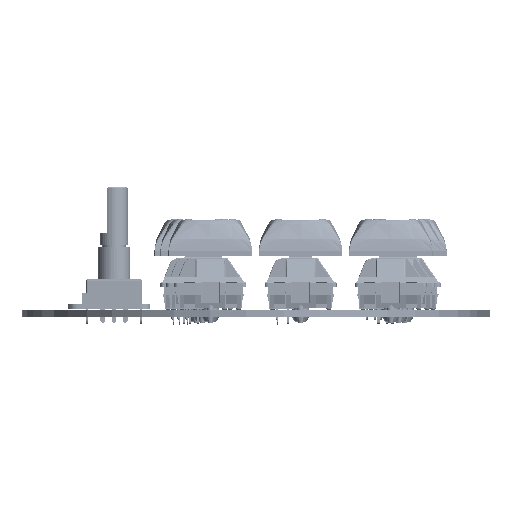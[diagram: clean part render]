
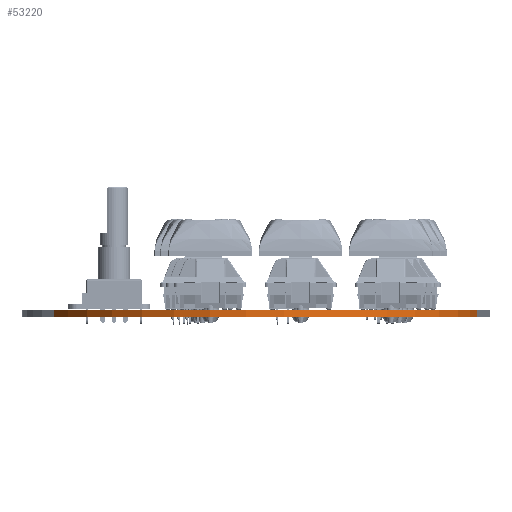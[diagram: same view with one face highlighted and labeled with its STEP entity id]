
A CAD part, left-side view. The second image highlights one B-rep face of the part: STEP entity #53220.
In plain terms, the highlighted cylindrical face has radius 47.084 mm (diameter 94.168 mm), a partial arc.
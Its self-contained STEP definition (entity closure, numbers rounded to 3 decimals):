
#50744 = EDGE_CURVE('',#50745,#50747,#50749,.T.);
#50745 = VERTEX_POINT('',#50746);
#50746 = CARTESIAN_POINT('',(97.194,-46.25,0.));
#50747 = VERTEX_POINT('',#50748);
#50748 = CARTESIAN_POINT('',(97.194,-46.25,1.6));
#50749 = LINE('',#50750,#50751);
#50750 = CARTESIAN_POINT('',(97.194,-46.25,0.));
#50751 = VECTOR('',#50752,1.);
#50752 = DIRECTION('',(0.,0.,1.));
#50810 = EDGE_CURVE('',#50811,#50745,#50813,.T.);
#50811 = VERTEX_POINT('',#50812);
#50812 = CARTESIAN_POINT('',(106.898,-138.068,0.));
#50813 = CIRCLE('',#50814,47.084);
#50814 = AXIS2_PLACEMENT_3D('',#50815,#50816,#50817);
#50815 = CARTESIAN_POINT('',(111.252,-91.186,0.));
#50816 = DIRECTION('',(0.,0.,-1.));
#50817 = DIRECTION('',(-0.092,-0.996,-0.));
#52018 = EDGE_CURVE('',#52019,#50747,#52021,.T.);
#52019 = VERTEX_POINT('',#52020);
#52020 = CARTESIAN_POINT('',(106.898,-138.068,1.6));
#52021 = CIRCLE('',#52022,47.084);
#52022 = AXIS2_PLACEMENT_3D('',#52023,#52024,#52025);
#52023 = CARTESIAN_POINT('',(111.252,-91.186,1.6));
#52024 = DIRECTION('',(0.,0.,-1.));
#52025 = DIRECTION('',(-0.092,-0.996,-0.));
#53220 = ADVANCED_FACE('',(#53221),#53232,.T.);
#53221 = FACE_BOUND('',#53222,.T.);
#53222 = EDGE_LOOP('',(#53223,#53229,#53230,#53231));
#53223 = ORIENTED_EDGE('',*,*,#53224,.T.);
#53224 = EDGE_CURVE('',#50811,#52019,#53225,.T.);
#53225 = LINE('',#53226,#53227);
#53226 = CARTESIAN_POINT('',(106.898,-138.068,0.));
#53227 = VECTOR('',#53228,1.);
#53228 = DIRECTION('',(0.,0.,1.));
#53229 = ORIENTED_EDGE('',*,*,#52018,.T.);
#53230 = ORIENTED_EDGE('',*,*,#50744,.F.);
#53231 = ORIENTED_EDGE('',*,*,#50810,.F.);
#53232 = CYLINDRICAL_SURFACE('',#53233,47.084);
#53233 = AXIS2_PLACEMENT_3D('',#53234,#53235,#53236);
#53234 = CARTESIAN_POINT('',(111.252,-91.186,0.));
#53235 = DIRECTION('',(0.,0.,-1.));
#53236 = DIRECTION('',(-0.092,-0.996,-0.));
